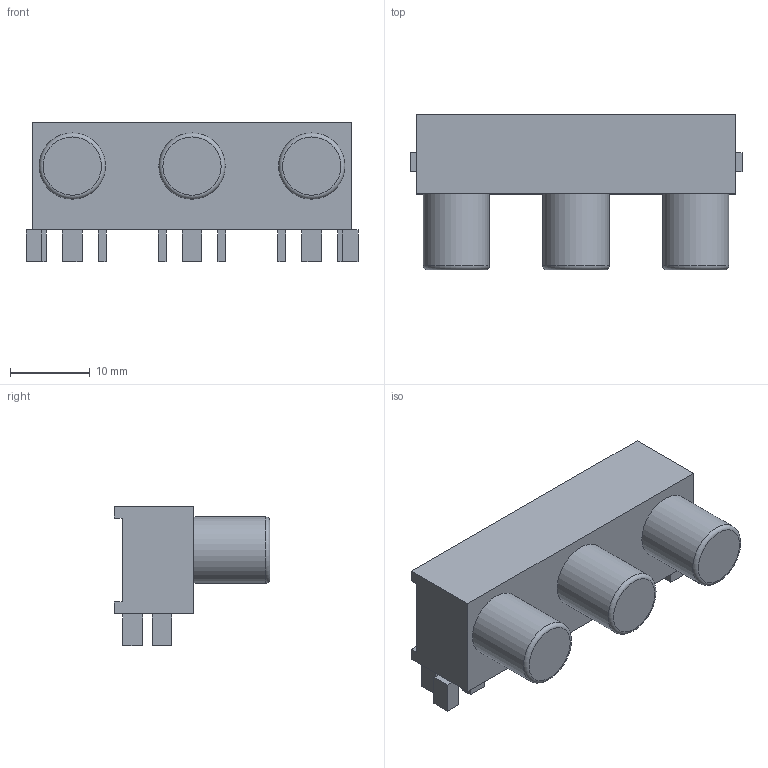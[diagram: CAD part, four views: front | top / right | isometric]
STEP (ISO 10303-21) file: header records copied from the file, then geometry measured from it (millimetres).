
FILE_DESCRIPTION( ( '' ), ' ' );
FILE_NAME( '584e3bf492033a105f3cb1a5.step', '2016-12-12T05:56:04', ( '' ), ( '' ), ' ', ' ', ' ' );
FILE_SCHEMA( ( 'AUTOMOTIVE_DESIGN { 1 0 10303 214 1 1 1 1 }' ) );
Length unit declared in the file: metre
Products named in the file (1): Open CASCADE STEP translator 6.8 1
Bounding box: 41.6 x 19.5 x 17.5 mm (x, y, z)
Volume: 6655.3 mm3; surface area: 3272.3 mm2
Topology: 1 solids, 1 shells, 76 faces, 182 edges, 120 vertices
Faces by surface type: plane 70, torus 3, cylinder 3
Full cylindrical faces by diameter (mm): 8.3 x3
Entity records: 3595 total; most frequent: CARTESIAN_POINT 367, ORIENTED_EDGE 346, DIRECTION 336, STYLED_ITEM 249, PRESENTATION_STYLE_ASSIGNMENT 249, COLOUR_RGB 249, EDGE_CURVE 173, CURVE_STYLE 173
